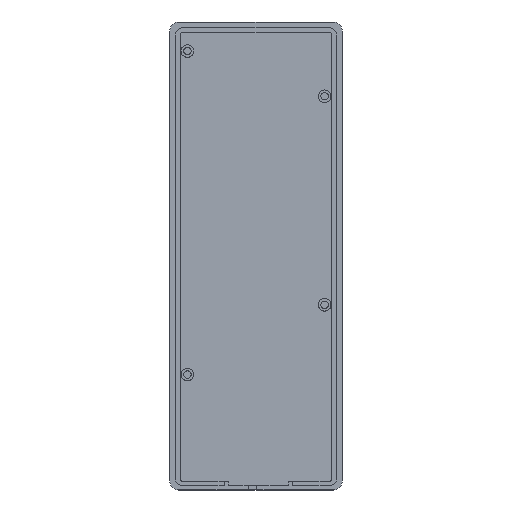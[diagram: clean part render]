
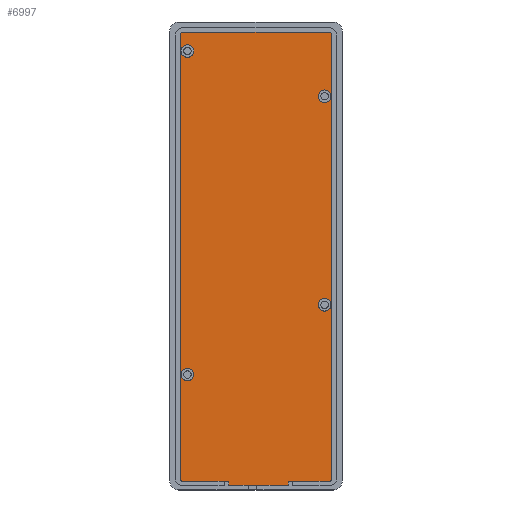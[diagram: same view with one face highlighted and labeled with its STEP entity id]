
A CAD part, top view. The second image highlights one B-rep face of the part: STEP entity #6997.
In plain terms, the highlighted planar face has unit normal (0, 0, 1).
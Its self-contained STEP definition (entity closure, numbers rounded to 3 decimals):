
#476=FACE_BOUND('',#1135,.T.);
#477=FACE_BOUND('',#1136,.T.);
#478=FACE_BOUND('',#1137,.T.);
#479=FACE_BOUND('',#1138,.T.);
#517=PLANE('',#7410);
#742=FACE_OUTER_BOUND('',#1134,.T.);
#1134=EDGE_LOOP('',(#4897,#4898,#4899,#4900,#4901,#4902,#4903,#4904,#4905,
#4906,#4907,#4908));
#1135=EDGE_LOOP('',(#4909));
#1136=EDGE_LOOP('',(#4910));
#1137=EDGE_LOOP('',(#4911));
#1138=EDGE_LOOP('',(#4912));
#1577=LINE('',#9070,#2304);
#1578=LINE('',#9074,#2305);
#1579=LINE('',#9078,#2306);
#1580=LINE('',#9080,#2307);
#1581=LINE('',#9082,#2308);
#1582=LINE('',#9084,#2309);
#1583=LINE('',#9086,#2310);
#1584=LINE('',#9089,#2311);
#2304=VECTOR('',#7770,10.);
#2305=VECTOR('',#7773,10.);
#2306=VECTOR('',#7776,10.);
#2307=VECTOR('',#7777,10.);
#2308=VECTOR('',#7778,10.);
#2309=VECTOR('',#7779,10.);
#2310=VECTOR('',#7780,10.);
#2311=VECTOR('',#7783,10.);
#3011=CIRCLE('',#7407,2.75);
#3013=CIRCLE('',#7411,1.25);
#3014=CIRCLE('',#7412,1.25);
#3015=CIRCLE('',#7413,1.25);
#3016=CIRCLE('',#7414,1.25);
#3017=CIRCLE('',#7415,2.75);
#3018=CIRCLE('',#7416,2.75);
#3019=CIRCLE('',#7417,2.75);
#3077=VERTEX_POINT('',#9059);
#3079=VERTEX_POINT('',#9066);
#3080=VERTEX_POINT('',#9067);
#3081=VERTEX_POINT('',#9069);
#3082=VERTEX_POINT('',#9071);
#3083=VERTEX_POINT('',#9073);
#3084=VERTEX_POINT('',#9075);
#3085=VERTEX_POINT('',#9077);
#3086=VERTEX_POINT('',#9079);
#3087=VERTEX_POINT('',#9081);
#3088=VERTEX_POINT('',#9083);
#3089=VERTEX_POINT('',#9085);
#3090=VERTEX_POINT('',#9087);
#3091=VERTEX_POINT('',#9090);
#3092=VERTEX_POINT('',#9092);
#3093=VERTEX_POINT('',#9094);
#3801=EDGE_CURVE('',#3077,#3077,#3011,.T.);
#3804=EDGE_CURVE('',#3079,#3080,#3013,.T.);
#3805=EDGE_CURVE('',#3081,#3079,#1577,.T.);
#3806=EDGE_CURVE('',#3082,#3081,#3014,.T.);
#3807=EDGE_CURVE('',#3083,#3082,#1578,.T.);
#3808=EDGE_CURVE('',#3084,#3083,#3015,.T.);
#3809=EDGE_CURVE('',#3085,#3084,#1579,.T.);
#3810=EDGE_CURVE('',#3086,#3085,#1580,.T.);
#3811=EDGE_CURVE('',#3087,#3086,#1581,.T.);
#3812=EDGE_CURVE('',#3088,#3087,#1582,.T.);
#3813=EDGE_CURVE('',#3089,#3088,#1583,.T.);
#3814=EDGE_CURVE('',#3090,#3089,#3016,.T.);
#3815=EDGE_CURVE('',#3080,#3090,#1584,.T.);
#3816=EDGE_CURVE('',#3091,#3091,#3017,.T.);
#3817=EDGE_CURVE('',#3092,#3092,#3018,.T.);
#3818=EDGE_CURVE('',#3093,#3093,#3019,.T.);
#4897=ORIENTED_EDGE('',*,*,#3804,.F.);
#4898=ORIENTED_EDGE('',*,*,#3805,.F.);
#4899=ORIENTED_EDGE('',*,*,#3806,.F.);
#4900=ORIENTED_EDGE('',*,*,#3807,.F.);
#4901=ORIENTED_EDGE('',*,*,#3808,.F.);
#4902=ORIENTED_EDGE('',*,*,#3809,.F.);
#4903=ORIENTED_EDGE('',*,*,#3810,.F.);
#4904=ORIENTED_EDGE('',*,*,#3811,.F.);
#4905=ORIENTED_EDGE('',*,*,#3812,.F.);
#4906=ORIENTED_EDGE('',*,*,#3813,.F.);
#4907=ORIENTED_EDGE('',*,*,#3814,.F.);
#4908=ORIENTED_EDGE('',*,*,#3815,.F.);
#4909=ORIENTED_EDGE('',*,*,#3816,.T.);
#4910=ORIENTED_EDGE('',*,*,#3817,.T.);
#4911=ORIENTED_EDGE('',*,*,#3818,.T.);
#4912=ORIENTED_EDGE('',*,*,#3801,.T.);
#6997=ADVANCED_FACE('',(#742,#476,#477,#478,#479),#517,.T.);
#7407=AXIS2_PLACEMENT_3D('',#9060,#7759,#7760);
#7410=AXIS2_PLACEMENT_3D('',#9065,#7766,#7767);
#7411=AXIS2_PLACEMENT_3D('',#9068,#7768,#7769);
#7412=AXIS2_PLACEMENT_3D('',#9072,#7771,#7772);
#7413=AXIS2_PLACEMENT_3D('',#9076,#7774,#7775);
#7414=AXIS2_PLACEMENT_3D('',#9088,#7781,#7782);
#7415=AXIS2_PLACEMENT_3D('',#9091,#7784,#7785);
#7416=AXIS2_PLACEMENT_3D('',#9093,#7786,#7787);
#7417=AXIS2_PLACEMENT_3D('',#9095,#7788,#7789);
#7759=DIRECTION('center_axis',(0.,0.,-1.));
#7760=DIRECTION('ref_axis',(1.,0.,0.));
#7766=DIRECTION('center_axis',(0.,0.,1.));
#7767=DIRECTION('ref_axis',(1.,0.,0.));
#7768=DIRECTION('center_axis',(0.,0.,-1.));
#7769=DIRECTION('ref_axis',(1.,0.,0.));
#7770=DIRECTION('',(1.,0.,0.));
#7771=DIRECTION('center_axis',(0.,0.,-1.));
#7772=DIRECTION('ref_axis',(0.,1.,0.));
#7773=DIRECTION('',(0.,1.,0.));
#7774=DIRECTION('center_axis',(0.,0.,-1.));
#7775=DIRECTION('ref_axis',(-1.,0.,0.));
#7776=DIRECTION('',(-1.,0.,0.));
#7777=DIRECTION('',(0.,1.,0.));
#7778=DIRECTION('',(-1.,0.,0.));
#7779=DIRECTION('',(0.,-1.,0.));
#7780=DIRECTION('',(-1.,0.,0.));
#7781=DIRECTION('center_axis',(0.,0.,-1.));
#7782=DIRECTION('ref_axis',(0.,-1.,0.));
#7783=DIRECTION('',(0.,-1.,0.));
#7784=DIRECTION('center_axis',(0.,0.,-1.));
#7785=DIRECTION('ref_axis',(1.,0.,0.));
#7786=DIRECTION('center_axis',(0.,0.,-1.));
#7787=DIRECTION('ref_axis',(1.,0.,0.));
#7788=DIRECTION('center_axis',(0.,0.,-1.));
#7789=DIRECTION('ref_axis',(1.,0.,0.));
#9059=CARTESIAN_POINT('',(-67.75,48.5,-17.));
#9060=CARTESIAN_POINT('Origin',(-65.,48.5,-17.));
#9065=CARTESIAN_POINT('Origin',(-35.,99.125,-17.));
#9066=CARTESIAN_POINT('',(-3.,198.25,-17.));
#9067=CARTESIAN_POINT('',(-1.75,197.,-17.));
#9068=CARTESIAN_POINT('Origin',(-3.,197.,-17.));
#9069=CARTESIAN_POINT('',(-67.,198.25,-17.));
#9070=CARTESIAN_POINT('',(-3.,198.25,-17.));
#9071=CARTESIAN_POINT('',(-68.25,197.,-17.));
#9072=CARTESIAN_POINT('Origin',(-67.,197.,-17.));
#9073=CARTESIAN_POINT('',(-68.25,3.,-17.));
#9074=CARTESIAN_POINT('',(-68.25,197.,-17.));
#9075=CARTESIAN_POINT('',(-67.,1.75,-17.));
#9076=CARTESIAN_POINT('Origin',(-67.,3.,-17.));
#9077=CARTESIAN_POINT('',(-46.99,1.75,-17.));
#9078=CARTESIAN_POINT('',(-67.,1.75,-17.));
#9079=CARTESIAN_POINT('',(-46.99,0.,-17.));
#9080=CARTESIAN_POINT('',(-46.99,1.75,-17.));
#9081=CARTESIAN_POINT('',(-20.991,0.,-17.));
#9082=CARTESIAN_POINT('',(-46.99,0.,-17.));
#9083=CARTESIAN_POINT('',(-20.991,1.75,-17.));
#9084=CARTESIAN_POINT('',(-20.991,0.,-17.));
#9085=CARTESIAN_POINT('',(-3.,1.75,-17.));
#9086=CARTESIAN_POINT('',(-20.991,1.75,-17.));
#9087=CARTESIAN_POINT('',(-1.75,3.,-17.));
#9088=CARTESIAN_POINT('Origin',(-3.,3.,-17.));
#9089=CARTESIAN_POINT('',(-1.75,3.,-17.));
#9090=CARTESIAN_POINT('',(-7.75,170.25,-17.));
#9091=CARTESIAN_POINT('Origin',(-5.,170.25,-17.));
#9092=CARTESIAN_POINT('',(-67.75,190.,-17.));
#9093=CARTESIAN_POINT('Origin',(-65.,190.,-17.));
#9094=CARTESIAN_POINT('',(-7.75,79.,-17.));
#9095=CARTESIAN_POINT('Origin',(-5.,79.,-17.));
